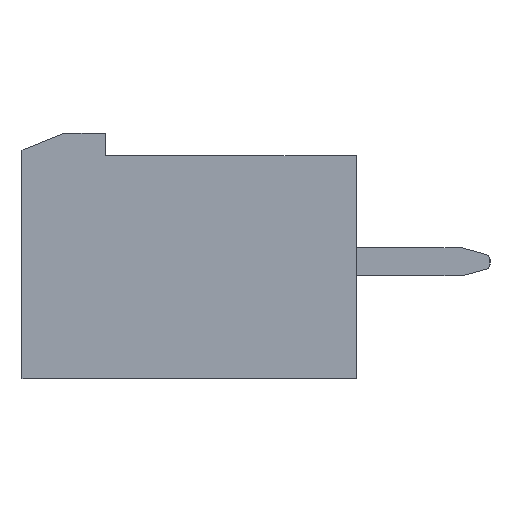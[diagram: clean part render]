
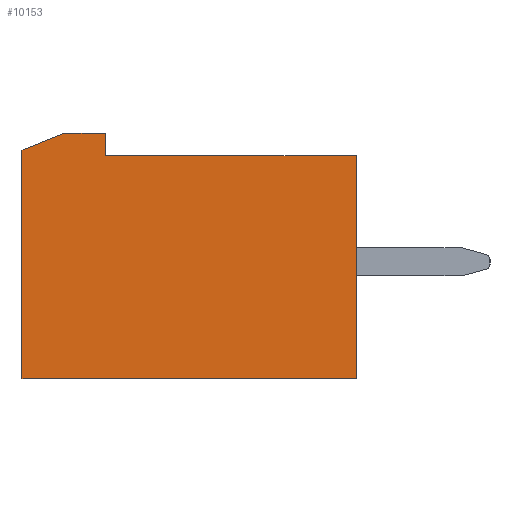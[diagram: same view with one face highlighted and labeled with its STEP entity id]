
A CAD part, left-side view. The second image highlights one B-rep face of the part: STEP entity #10153.
In plain terms, the highlighted planar face has unit normal (-1, 0, 0).
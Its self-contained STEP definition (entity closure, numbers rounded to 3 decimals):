
#61 = ORIENTED_EDGE ( 'NONE', *, *, #2428, .T. ) ;
#168 = ORIENTED_EDGE ( 'NONE', *, *, #1935, .T. ) ;
#198 = DIRECTION ( 'NONE',  ( 0., 1., 0. ) ) ;
#203 = CARTESIAN_POINT ( 'NONE',  ( -0.705, 9.01, 0.8 ) ) ;
#250 = ORIENTED_EDGE ( 'NONE', *, *, #8594, .T. ) ;
#343 = ORIENTED_EDGE ( 'NONE', *, *, #13786, .T. ) ;
#460 = ORIENTED_EDGE ( 'NONE', *, *, #3613, .T. ) ;
#552 = ORIENTED_EDGE ( 'NONE', *, *, #3800, .T. ) ;
#554 = DIRECTION ( 'NONE',  ( -1., 0., 0. ) ) ;
#645 = CARTESIAN_POINT ( 'NONE',  ( -0.705, 12., 0.2 ) ) ;
#804 = ORIENTED_EDGE ( 'NONE', *, *, #4714, .T. ) ;
#806 = CARTESIAN_POINT ( 'NONE',  ( -0.705, 9.01, 0.8 ) ) ;
#939 = DIRECTION ( 'NONE',  ( 0., 1., 0. ) ) ;
#1515 = CARTESIAN_POINT ( 'NONE',  ( -0.705, 0., -8. ) ) ;
#1899 = CARTESIAN_POINT ( 'NONE',  ( -0.705, 12., 0.2 ) ) ;
#1912 = VECTOR ( 'NONE', #939, 1000. ) ;
#1935 = EDGE_CURVE ( 'NONE', #14194, #4817, #9929, .T. ) ;
#2206 = VECTOR ( 'NONE', #8676, 1000. ) ;
#2428 = EDGE_CURVE ( 'NONE', #12930, #14194, #14202, .T. ) ;
#3427 = VERTEX_POINT ( 'NONE', #806 ) ;
#3613 = EDGE_CURVE ( 'NONE', #3427, #6644, #12183, .T. ) ;
#3800 = EDGE_CURVE ( 'NONE', #6644, #8917, #11357, .T. ) ;
#4354 = CARTESIAN_POINT ( 'NONE',  ( -0.705, 0., -8. ) ) ;
#4596 = AXIS2_PLACEMENT_3D ( 'NONE', #12088, #554, #8928 ) ;
#4625 = CARTESIAN_POINT ( 'NONE',  ( -0.705, 0., 0. ) ) ;
#4714 = EDGE_CURVE ( 'NONE', #8917, #12930, #11652, .T. ) ;
#4817 = VERTEX_POINT ( 'NONE', #8588 ) ;
#5377 = VECTOR ( 'NONE', #13782, 1000. ) ;
#5428 = LINE ( 'NONE', #10803, #2206 ) ;
#6314 = VECTOR ( 'NONE', #198, 1000. ) ;
#6559 = EDGE_LOOP ( 'NONE', ( #61, #168, #250, #343, #460, #552, #804 ) ) ;
#6644 = VERTEX_POINT ( 'NONE', #8449 ) ;
#7328 = CARTESIAN_POINT ( 'NONE',  ( -0.705, 9.01, 0. ) ) ;
#8277 = LINE ( 'NONE', #4625, #1912 ) ;
#8449 = CARTESIAN_POINT ( 'NONE',  ( -0.705, 10.5, 0.8 ) ) ;
#8538 = VECTOR ( 'NONE', #13947, 1000. ) ;
#8588 = CARTESIAN_POINT ( 'NONE',  ( -0.705, 0., 0. ) ) ;
#8594 = EDGE_CURVE ( 'NONE', #4817, #13642, #8277, .T. ) ;
#8676 = DIRECTION ( 'NONE',  ( 0., 0., 1. ) ) ;
#8771 = DIRECTION ( 'NONE',  ( 0., 0., 1. ) ) ;
#8917 = VERTEX_POINT ( 'NONE', #1899 ) ;
#8928 = DIRECTION ( 'NONE',  ( 0., 0., 1. ) ) ;
#9929 = LINE ( 'NONE', #1515, #12743 ) ;
#10153 = ADVANCED_FACE ( 'NONE', ( #12273 ), #14200, .T. ) ;
#10157 = DIRECTION ( 'NONE',  ( 0., 0., -1. ) ) ;
#10803 = CARTESIAN_POINT ( 'NONE',  ( -0.705, 9.01, 0. ) ) ;
#11357 = LINE ( 'NONE', #13835, #5377 ) ;
#11652 = LINE ( 'NONE', #645, #14107 ) ;
#12088 = CARTESIAN_POINT ( 'NONE',  ( -0.705, 0., 0. ) ) ;
#12183 = LINE ( 'NONE', #203, #6314 ) ;
#12273 = FACE_OUTER_BOUND ( 'NONE', #6559, .T. ) ;
#12743 = VECTOR ( 'NONE', #8771, 1000. ) ;
#12930 = VERTEX_POINT ( 'NONE', #12982 ) ;
#12956 = CARTESIAN_POINT ( 'NONE',  ( -0.705, 12., -8. ) ) ;
#12982 = CARTESIAN_POINT ( 'NONE',  ( -0.705, 12., -8. ) ) ;
#13642 = VERTEX_POINT ( 'NONE', #7328 ) ;
#13782 = DIRECTION ( 'NONE',  ( 0., 0.928, -0.371 ) ) ;
#13786 = EDGE_CURVE ( 'NONE', #13642, #3427, #5428, .T. ) ;
#13835 = CARTESIAN_POINT ( 'NONE',  ( -0.705, 10.5, 0.8 ) ) ;
#13947 = DIRECTION ( 'NONE',  ( 0., -1., 0. ) ) ;
#14107 = VECTOR ( 'NONE', #10157, 1000. ) ;
#14194 = VERTEX_POINT ( 'NONE', #4354 ) ;
#14200 = PLANE ( 'NONE',  #4596 ) ;
#14202 = LINE ( 'NONE', #12956, #8538 ) ;
